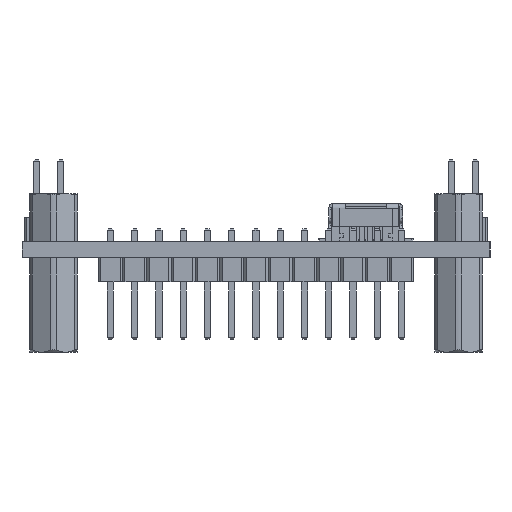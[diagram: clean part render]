
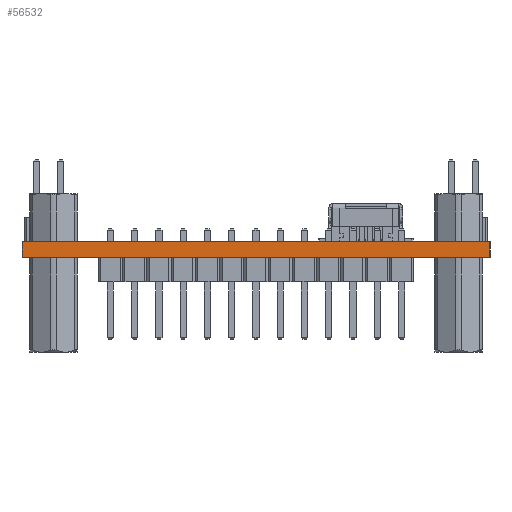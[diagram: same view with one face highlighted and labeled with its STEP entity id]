
A CAD part, left-side view. The second image highlights one B-rep face of the part: STEP entity #56532.
In plain terms, the highlighted planar face has unit normal (-1, 0, 0).
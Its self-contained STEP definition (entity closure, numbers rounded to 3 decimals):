
#56496 = EDGE_CURVE('',#56497,#56499,#56501,.T.);
#56497 = VERTEX_POINT('',#56498);
#56498 = CARTESIAN_POINT('',(-37.6,24.5,0.));
#56499 = VERTEX_POINT('',#56500);
#56500 = CARTESIAN_POINT('',(-37.6,24.5,1.6));
#56501 = LINE('',#56502,#56503);
#56502 = CARTESIAN_POINT('',(-37.6,24.5,0.));
#56503 = VECTOR('',#56504,1.);
#56504 = DIRECTION('',(0.,0.,1.));
#56532 = ADVANCED_FACE('',(#56533),#56558,.T.);
#56533 = FACE_BOUND('',#56534,.T.);
#56534 = EDGE_LOOP('',(#56535,#56545,#56551,#56552));
#56535 = ORIENTED_EDGE('',*,*,#56536,.T.);
#56536 = EDGE_CURVE('',#56537,#56539,#56541,.T.);
#56537 = VERTEX_POINT('',#56538);
#56538 = CARTESIAN_POINT('',(-37.6,-24.5,0.));
#56539 = VERTEX_POINT('',#56540);
#56540 = CARTESIAN_POINT('',(-37.6,-24.5,1.6));
#56541 = LINE('',#56542,#56543);
#56542 = CARTESIAN_POINT('',(-37.6,-24.5,0.));
#56543 = VECTOR('',#56544,1.);
#56544 = DIRECTION('',(0.,0.,1.));
#56545 = ORIENTED_EDGE('',*,*,#56546,.T.);
#56546 = EDGE_CURVE('',#56539,#56499,#56547,.T.);
#56547 = LINE('',#56548,#56549);
#56548 = CARTESIAN_POINT('',(-37.6,-24.5,1.6));
#56549 = VECTOR('',#56550,1.);
#56550 = DIRECTION('',(0.,1.,0.));
#56551 = ORIENTED_EDGE('',*,*,#56496,.F.);
#56552 = ORIENTED_EDGE('',*,*,#56553,.F.);
#56553 = EDGE_CURVE('',#56537,#56497,#56554,.T.);
#56554 = LINE('',#56555,#56556);
#56555 = CARTESIAN_POINT('',(-37.6,-24.5,0.));
#56556 = VECTOR('',#56557,1.);
#56557 = DIRECTION('',(0.,1.,0.));
#56558 = PLANE('',#56559);
#56559 = AXIS2_PLACEMENT_3D('',#56560,#56561,#56562);
#56560 = CARTESIAN_POINT('',(-37.6,-24.5,0.));
#56561 = DIRECTION('',(-1.,0.,0.));
#56562 = DIRECTION('',(0.,1.,0.));
